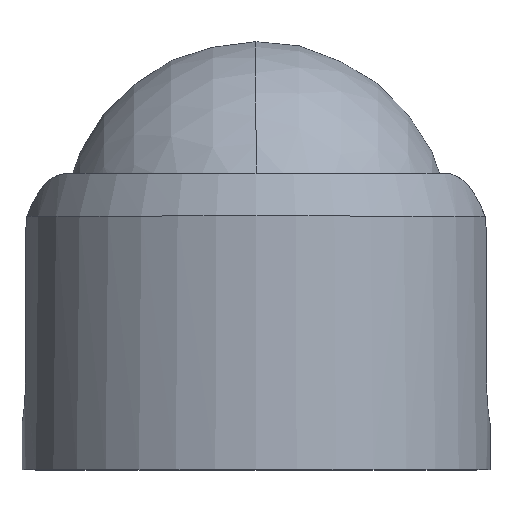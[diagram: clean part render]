
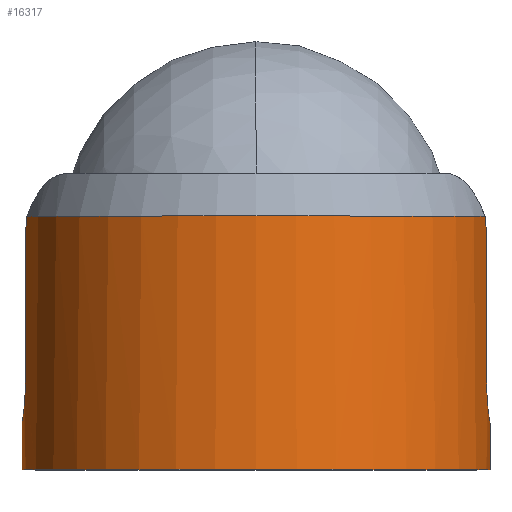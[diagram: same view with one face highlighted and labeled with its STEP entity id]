
A CAD part, top view. The second image highlights one B-rep face of the part: STEP entity #16317.
In plain terms, the highlighted cylindrical face has radius 11.43 mm (diameter 22.86 mm), a partial arc.
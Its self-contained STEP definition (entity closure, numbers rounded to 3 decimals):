
#713 = VECTOR ( 'NONE', #14228, 1000. ) ;
#821 = FACE_OUTER_BOUND ( 'NONE', #24031, .T. ) ;
#950 = CARTESIAN_POINT ( 'NONE',  ( -11.329, 3.029, 1.515 ) ) ;
#1005 = LINE ( 'NONE', #6592, #713 ) ;
#1065 = CARTESIAN_POINT ( 'NONE',  ( -11.43, 2.286, 0. ) ) ;
#1649 = CARTESIAN_POINT ( 'NONE',  ( 11.43, 3.81, 0. ) ) ;
#1740 = CARTESIAN_POINT ( 'NONE',  ( 11.428, 2.298, 0.251 ) ) ;
#1825 = DIRECTION ( 'NONE',  ( 0., 1., 0. ) ) ;
#2425 = CARTESIAN_POINT ( 'NONE',  ( -11.392, 2.526, 0.959 ) ) ;
#2474 = VERTEX_POINT ( 'NONE', #6724 ) ;
#2503 = CARTESIAN_POINT ( 'NONE',  ( -11.301, 3.345, 1.712 ) ) ;
#2520 = CARTESIAN_POINT ( 'NONE',  ( -11.194, 12.383, 2.313 ) ) ;
#2855 = DIRECTION ( 'NONE',  ( 0., -1., 0. ) ) ;
#2931 = ORIENTED_EDGE ( 'NONE', *, *, #19186, .F. ) ;
#2963 = DIRECTION ( 'NONE',  ( 1., 0., 0. ) ) ;
#2973 = ORIENTED_EDGE ( 'NONE', *, *, #16976, .T. ) ;
#3220 = CARTESIAN_POINT ( 'NONE',  ( -11.27, 10.967, 1.905 ) ) ;
#3713 = B_SPLINE_CURVE_WITH_KNOTS ( 'NONE', 3,
 ( #18057, #21887, #12621, #4935, #3220, #5163 ),
 .UNSPECIFIED., .F., .F.,
 ( 4, 2, 4 ),
 ( 0., 0.001, 0.002 ),
 .UNSPECIFIED. ) ;
#3745 = VECTOR ( 'NONE', #7007, 1000. ) ;
#3928 = VECTOR ( 'NONE', #1825, 1000. ) ;
#3934 = CARTESIAN_POINT ( 'NONE',  ( 11.194, 12.383, 2.313 ) ) ;
#4302 = CYLINDRICAL_SURFACE ( 'NONE', #8488, 11.43 ) ;
#4555 = EDGE_CURVE ( 'NONE', #6927, #21727, #6206, .T. ) ;
#4611 = CARTESIAN_POINT ( 'NONE',  ( -11.272, 3.941, 1.893 ) ) ;
#4935 = CARTESIAN_POINT ( 'NONE',  ( -11.264, 11.266, 1.941 ) ) ;
#5041 = CARTESIAN_POINT ( 'NONE',  ( 0., 12.383, 0. ) ) ;
#5163 = CARTESIAN_POINT ( 'NONE',  ( -11.27, 10.668, 1.905 ) ) ;
#5452 = EDGE_CURVE ( 'NONE', #12488, #6927, #22942, .T. ) ;
#5787 = CARTESIAN_POINT ( 'NONE',  ( 0., 0., 0. ) ) ;
#5969 = CARTESIAN_POINT ( 'NONE',  ( 11.221, 12.117, 2.179 ) ) ;
#6206 = CIRCLE ( 'NONE', #19272, 11.43 ) ;
#6230 = CARTESIAN_POINT ( 'NONE',  ( -11.34, 2.931, 1.434 ) ) ;
#6308 = ORIENTED_EDGE ( 'NONE', *, *, #5452, .T. ) ;
#6459 = CARTESIAN_POINT ( 'NONE',  ( -11.31, 3.236, 1.653 ) ) ;
#6592 = CARTESIAN_POINT ( 'NONE',  ( -11.43, 3.81, 0. ) ) ;
#6724 = CARTESIAN_POINT ( 'NONE',  ( 11.43, 0., 0. ) ) ;
#6927 = VERTEX_POINT ( 'NONE', #13473 ) ;
#7007 = DIRECTION ( 'NONE',  ( 0., 1., 0. ) ) ;
#7013 = VERTEX_POINT ( 'NONE', #10051 ) ;
#7136 = VERTEX_POINT ( 'NONE', #21732 ) ;
#7165 = VERTEX_POINT ( 'NONE', #13119 ) ;
#7408 = CARTESIAN_POINT ( 'NONE',  ( 11.414, 2.383, 0.614 ) ) ;
#7585 = VECTOR ( 'NONE', #2855, 1000. ) ;
#7623 = DIRECTION ( 'NONE',  ( 1., 0., 0. ) ) ;
#7874 = EDGE_CURVE ( 'NONE', #15652, #19697, #18512, .T. ) ;
#8097 = VERTEX_POINT ( 'NONE', #12705 ) ;
#8208 = EDGE_CURVE ( 'NONE', #7136, #2474, #22514, .T. ) ;
#8488 = AXIS2_PLACEMENT_3D ( 'NONE', #17477, #13999, #2963 ) ;
#8697 = LINE ( 'NONE', #17966, #3745 ) ;
#9230 = CARTESIAN_POINT ( 'NONE',  ( 11.329, 3.028, 1.514 ) ) ;
#9457 = EDGE_CURVE ( 'NONE', #21727, #7165, #3713, .T. ) ;
#10051 = CARTESIAN_POINT ( 'NONE',  ( 11.43, 2.286, 0. ) ) ;
#10494 = EDGE_CURVE ( 'NONE', #8097, #12488, #8697, .T. ) ;
#11264 = CARTESIAN_POINT ( 'NONE',  ( 11.272, 3.939, 1.892 ) ) ;
#11359 = ORIENTED_EDGE ( 'NONE', *, *, #13967, .T. ) ;
#11420 = CARTESIAN_POINT ( 'NONE',  ( 11.27, 10.967, 1.905 ) ) ;
#11841 = CARTESIAN_POINT ( 'NONE',  ( 11.27, 10.668, 1.905 ) ) ;
#12119 = CARTESIAN_POINT ( 'NONE',  ( -11.27, 3.81, 1.905 ) ) ;
#12147 = CARTESIAN_POINT ( 'NONE',  ( -11.43, 2.286, 0. ) ) ;
#12488 = VERTEX_POINT ( 'NONE', #11841 ) ;
#12621 = CARTESIAN_POINT ( 'NONE',  ( -11.24, 11.84, 2.078 ) ) ;
#12705 = CARTESIAN_POINT ( 'NONE',  ( 11.27, 4.191, 1.905 ) ) ;
#13031 = CARTESIAN_POINT ( 'NONE',  ( 11.361, 2.755, 1.258 ) ) ;
#13119 = CARTESIAN_POINT ( 'NONE',  ( -11.27, 10.668, 1.905 ) ) ;
#13122 = CARTESIAN_POINT ( 'NONE',  ( 11.27, 4.065, 1.905 ) ) ;
#13179 = AXIS2_PLACEMENT_3D ( 'NONE', #5787, #18732, #7623 ) ;
#13231 = CARTESIAN_POINT ( 'NONE',  ( -11.27, 4.191, 1.905 ) ) ;
#13473 = CARTESIAN_POINT ( 'NONE',  ( 11.194, 12.383, 2.313 ) ) ;
#13847 = CARTESIAN_POINT ( 'NONE',  ( -11.27, 4.191, 1.905 ) ) ;
#13967 = EDGE_CURVE ( 'NONE', #7165, #15652, #18049, .T. ) ;
#13999 = DIRECTION ( 'NONE',  ( 0., 1., 0. ) ) ;
#14228 = DIRECTION ( 'NONE',  ( 0., 1., 0. ) ) ;
#14278 = DIRECTION ( 'NONE',  ( 0., -1., 0. ) ) ;
#14382 = LINE ( 'NONE', #1649, #3928 ) ;
#14398 = ORIENTED_EDGE ( 'NONE', *, *, #16912, .T. ) ;
#14728 = CARTESIAN_POINT ( 'NONE',  ( 11.399, 2.479, 0.845 ) ) ;
#14816 = CARTESIAN_POINT ( 'NONE',  ( 11.28, 3.694, 1.843 ) ) ;
#15414 = CARTESIAN_POINT ( 'NONE',  ( -11.421, 2.336, 0.5 ) ) ;
#15652 = VERTEX_POINT ( 'NONE', #13231 ) ;
#16150 = ORIENTED_EDGE ( 'NONE', *, *, #4555, .T. ) ;
#16317 = ADVANCED_FACE ( 'NONE', ( #821 ), #4302, .T. ) ;
#16355 = ORIENTED_EDGE ( 'NONE', *, *, #7874, .T. ) ;
#16682 = CARTESIAN_POINT ( 'NONE',  ( 11.27, 4.191, 1.905 ) ) ;
#16758 = CARTESIAN_POINT ( 'NONE',  ( 11.301, 3.346, 1.712 ) ) ;
#16912 = EDGE_CURVE ( 'NONE', #7013, #8097, #23873, .T. ) ;
#16976 = EDGE_CURVE ( 'NONE', #2474, #7013, #14382, .T. ) ;
#17075 = CARTESIAN_POINT ( 'NONE',  ( 11.24, 11.834, 2.076 ) ) ;
#17414 = CARTESIAN_POINT ( 'NONE',  ( -11.28, 3.697, 1.844 ) ) ;
#17477 = CARTESIAN_POINT ( 'NONE',  ( 0., 3.81, 0. ) ) ;
#17563 = CARTESIAN_POINT ( 'NONE',  ( -11.286, 3.576, 1.807 ) ) ;
#17966 = CARTESIAN_POINT ( 'NONE',  ( 11.27, 3.81, 1.905 ) ) ;
#18049 = LINE ( 'NONE', #12119, #7585 ) ;
#18057 = CARTESIAN_POINT ( 'NONE',  ( -11.194, 12.383, 2.313 ) ) ;
#18376 = CARTESIAN_POINT ( 'NONE',  ( 11.39, 2.538, 0.956 ) ) ;
#18449 = CARTESIAN_POINT ( 'NONE',  ( 11.34, 2.932, 1.435 ) ) ;
#18512 = B_SPLINE_CURVE_WITH_KNOTS ( 'NONE', 3,
 ( #13847, #19124, #4611, #17414, #17563, #2503, #6459, #950, #6230, #19211, #2425, #15414, #19604, #12147 ),
 .UNSPECIFIED., .F., .F.,
 ( 4, 2, 2, 2, 2, 2, 4 ),
 ( 0., 0., 0.001, 0.001, 0.001, 0.002, 0.003 ),
 .UNSPECIFIED. ) ;
#18687 = CARTESIAN_POINT ( 'NONE',  ( 11.286, 3.576, 1.807 ) ) ;
#18732 = DIRECTION ( 'NONE',  ( 0., 1., 0. ) ) ;
#18850 = CARTESIAN_POINT ( 'NONE',  ( 11.27, 10.668, 1.905 ) ) ;
#19124 = CARTESIAN_POINT ( 'NONE',  ( -11.27, 4.065, 1.905 ) ) ;
#19186 = EDGE_CURVE ( 'NONE', #7136, #19697, #1005, .T. ) ;
#19211 = CARTESIAN_POINT ( 'NONE',  ( -11.371, 2.668, 1.171 ) ) ;
#19272 = AXIS2_PLACEMENT_3D ( 'NONE', #5041, #14278, #23334 ) ;
#19604 = CARTESIAN_POINT ( 'NONE',  ( -11.43, 2.286, 0.249 ) ) ;
#19697 = VERTEX_POINT ( 'NONE', #1065 ) ;
#20480 = CARTESIAN_POINT ( 'NONE',  ( 11.43, 2.286, 0.124 ) ) ;
#20716 = CARTESIAN_POINT ( 'NONE',  ( 11.264, 11.26, 1.94 ) ) ;
#21727 = VERTEX_POINT ( 'NONE', #2520 ) ;
#21732 = CARTESIAN_POINT ( 'NONE',  ( -11.43, 0., 0. ) ) ;
#21887 = CARTESIAN_POINT ( 'NONE',  ( -11.221, 12.117, 2.179 ) ) ;
#22056 = CARTESIAN_POINT ( 'NONE',  ( 11.43, 2.286, 0. ) ) ;
#22213 = CARTESIAN_POINT ( 'NONE',  ( 11.31, 3.234, 1.652 ) ) ;
#22389 = CARTESIAN_POINT ( 'NONE',  ( 11.371, 2.676, 1.162 ) ) ;
#22514 = CIRCLE ( 'NONE', #13179, 11.43 ) ;
#22553 = ORIENTED_EDGE ( 'NONE', *, *, #8208, .T. ) ;
#22942 = B_SPLINE_CURVE_WITH_KNOTS ( 'NONE', 3,
 ( #18850, #11420, #20716, #17075, #5969, #3934 ),
 .UNSPECIFIED., .F., .F.,
 ( 4, 2, 4 ),
 ( 0., 0.001, 0.002 ),
 .UNSPECIFIED. ) ;
#23334 = DIRECTION ( 'NONE',  ( 1., 0., 0. ) ) ;
#23655 = ORIENTED_EDGE ( 'NONE', *, *, #9457, .T. ) ;
#23720 = ORIENTED_EDGE ( 'NONE', *, *, #10494, .T. ) ;
#23873 = B_SPLINE_CURVE_WITH_KNOTS ( 'NONE', 3,
 ( #22056, #20480, #1740, #24003, #7408, #14728, #18376, #22389, #13031, #18449, #9230, #22213, #16758, #18687, #14816, #11264, #13122, #16682 ),
 .UNSPECIFIED., .F., .F.,
 ( 4, 2, 2, 2, 2, 2, 2, 2, 4 ),
 ( 0.003, 0.003, 0.004, 0.004, 0.004, 0.005, 0.005, 0.006, 0.006 ),
 .UNSPECIFIED. ) ;
#24003 = CARTESIAN_POINT ( 'NONE',  ( 11.42, 2.347, 0.495 ) ) ;
#24031 = EDGE_LOOP ( 'NONE', ( #2931, #22553, #2973, #14398, #23720, #6308, #16150, #23655, #11359, #16355 ) ) ;
